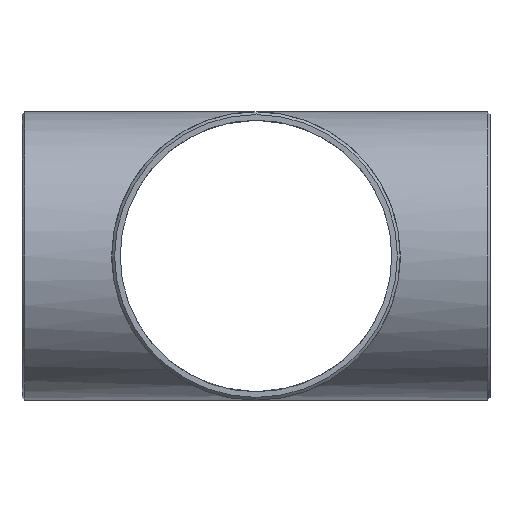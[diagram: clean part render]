
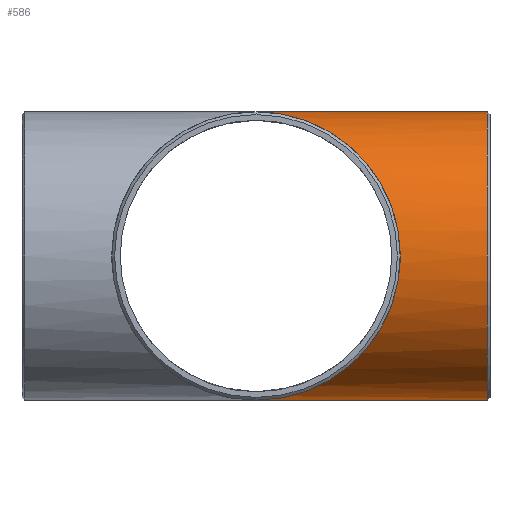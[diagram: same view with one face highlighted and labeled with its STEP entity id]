
A CAD part, left-side view. The second image highlights one B-rep face of the part: STEP entity #586.
In plain terms, the highlighted cylindrical face has radius 109.537 mm (diameter 219.075 mm), a partial arc.
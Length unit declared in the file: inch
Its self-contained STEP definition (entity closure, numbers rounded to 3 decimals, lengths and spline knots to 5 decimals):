
#13 = VERTEX_POINT ( 'NONE', #371 ) ;
#31 = CARTESIAN_POINT ( 'NONE',  ( 0., 0., 4.3125 ) ) ;
#47 = LINE ( 'NONE', #299, #97 ) ;
#66 = ORIENTED_EDGE ( 'NONE', *, *, #619, .F. ) ;
#77 = VERTEX_POINT ( 'NONE', #441 ) ;
#82 = AXIS2_PLACEMENT_3D ( 'NONE', #174, #422, #306 ) ;
#97 = VECTOR ( 'NONE', #791, 39.37008 ) ;
#106 = ORIENTED_EDGE ( 'NONE', *, *, #362, .T. ) ;
#109 = VERTEX_POINT ( 'NONE', #31 ) ;
#174 = CARTESIAN_POINT ( 'NONE',  ( 0., -7., 0. ) ) ;
#258 = CARTESIAN_POINT ( 'NONE',  ( 0., -6.91667, -4.3125 ) ) ;
#299 = CARTESIAN_POINT ( 'NONE',  ( 0., -7., 4.3125 ) ) ;
#306 = DIRECTION ( 'NONE',  ( 0., 0., -1. ) ) ;
#309 = AXIS2_PLACEMENT_3D ( 'NONE', #743, #632, #442 ) ;
#357 = CARTESIAN_POINT ( 'NONE',  ( -8.625, -8.625, -4.3125 ) ) ;
#362 = EDGE_CURVE ( 'NONE', #13, #109, #47, .T. ) ;
#371 = CARTESIAN_POINT ( 'NONE',  ( 0., -6.91667, 4.3125 ) ) ;
#398 = ORIENTED_EDGE ( 'NONE', *, *, #674, .T. ) ;
#422 = DIRECTION ( 'NONE',  ( 0., 1., 0. ) ) ;
#441 = CARTESIAN_POINT ( 'NONE',  ( 0., 0., -4.3125 ) ) ;
#442 = DIRECTION ( 'NONE',  ( 0., 0., -1. ) ) ;
#456 = CARTESIAN_POINT ( 'NONE',  ( 0., 0., -4.3125 ) ) ;
#483 = LINE ( 'NONE', #616, #757 ) ;
#495 = EDGE_CURVE ( 'NONE', #77, #109, #739, .T. ) ;
#556 = DIRECTION ( 'NONE',  ( 0., 1., 0. ) ) ;
#586 = ADVANCED_FACE ( 'NONE', ( #676 ), #607, .T. ) ;
#603 = EDGE_LOOP ( 'NONE', ( #398, #106, #633, #66 ) ) ;
#607 = CYLINDRICAL_SURFACE ( 'NONE', #82, 4.3125 ) ;
#616 = CARTESIAN_POINT ( 'NONE',  ( 0., -7., -4.3125 ) ) ;
#619 = EDGE_CURVE ( 'NONE', #716, #77, #483, .T. ) ;
#632 = DIRECTION ( 'NONE',  ( 0., 1., 0. ) ) ;
#633 = ORIENTED_EDGE ( 'NONE', *, *, #495, .F. ) ;
#653 = CIRCLE ( 'NONE', #309, 4.3125 ) ;
#674 = EDGE_CURVE ( 'NONE', #716, #13, #653, .T. ) ;
#676 = FACE_OUTER_BOUND ( 'NONE', #603, .T. ) ;
#705 = CARTESIAN_POINT ( 'NONE',  ( -8.625, -8.625, 4.3125 ) ) ;
#716 = VERTEX_POINT ( 'NONE', #258 ) ;
#739 =( BOUNDED_CURVE ( )  B_SPLINE_CURVE ( 3, ( #456, #357, #705, #774 ),
 .UNSPECIFIED., .F., .T. ) 
 B_SPLINE_CURVE_WITH_KNOTS ( ( 4, 4 ),
 ( 4.71239, 7.85398 ),
 .UNSPECIFIED. ) 
 CURVE ( )  GEOMETRIC_REPRESENTATION_ITEM ( )  RATIONAL_B_SPLINE_CURVE ( ( 1., 0.333, 0.333, 1. ) ) 
 REPRESENTATION_ITEM ( '' )  );
#743 = CARTESIAN_POINT ( 'NONE',  ( 0., -6.91667, 0. ) ) ;
#757 = VECTOR ( 'NONE', #556, 39.37008 ) ;
#774 = CARTESIAN_POINT ( 'NONE',  ( 0., 0., 4.3125 ) ) ;
#791 = DIRECTION ( 'NONE',  ( 0., 1., 0. ) ) ;
